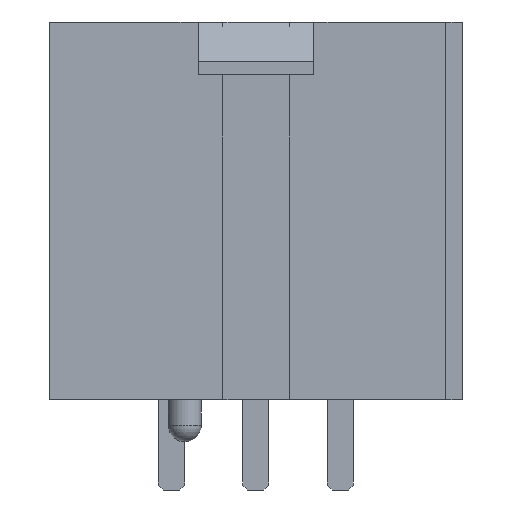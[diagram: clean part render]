
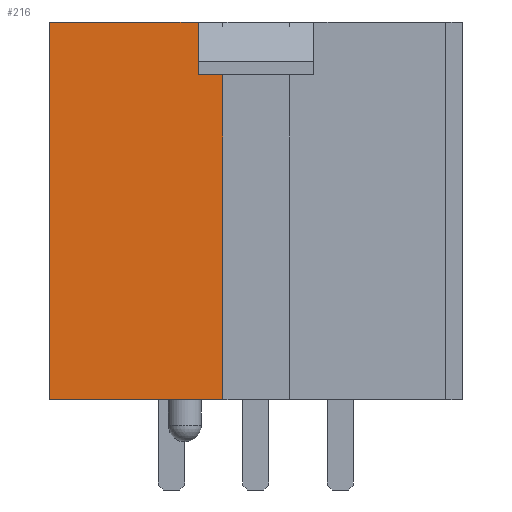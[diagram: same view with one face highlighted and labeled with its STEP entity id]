
A CAD part, left-side view. The second image highlights one B-rep face of the part: STEP entity #216.
In plain terms, the highlighted planar face has unit normal (-1, 0, 0).
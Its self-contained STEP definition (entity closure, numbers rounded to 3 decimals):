
#216 = ADVANCED_FACE( '', ( #726 ), #727, .F. );
#726 = FACE_OUTER_BOUND( '', #1654, .T. );
#727 = PLANE( '', #1655 );
#1654 = EDGE_LOOP( '', ( #2925, #2926, #2927, #2928, #2929, #2930 ) );
#1655 = AXIS2_PLACEMENT_3D( '', #2931, #2932, #2933 );
#2925 = ORIENTED_EDGE( '', *, *, #6720, .T. );
#2926 = ORIENTED_EDGE( '', *, *, #6534, .F. );
#2927 = ORIENTED_EDGE( '', *, *, #6721, .T. );
#2928 = ORIENTED_EDGE( '', *, *, #6596, .T. );
#2929 = ORIENTED_EDGE( '', *, *, #6722, .F. );
#2930 = ORIENTED_EDGE( '', *, *, #6517, .F. );
#2931 = CARTESIAN_POINT( '', ( -13.78, 11.94, 11.38 ) );
#2932 = DIRECTION( '', ( 1., 0., 0. ) );
#2933 = DIRECTION( '', ( 0., 0., -1. ) );
#6517 = EDGE_CURVE( '', #7858, #7860, #7861, .T. );
#6534 = EDGE_CURVE( '', #7891, #7893, #7894, .T. );
#6596 = EDGE_CURVE( '', #8017, #8015, #8018, .T. );
#6720 = EDGE_CURVE( '', #7858, #7893, #8217, .T. );
#6721 = EDGE_CURVE( '', #7891, #8017, #8218, .T. );
#6722 = EDGE_CURVE( '', #7860, #8015, #8219, .T. );
#7858 = VERTEX_POINT( '', #10082 );
#7860 = VERTEX_POINT( '', #10085 );
#7861 = LINE( '', #10086, #10087 );
#7891 = VERTEX_POINT( '', #10132 );
#7893 = VERTEX_POINT( '', #10135 );
#7894 = LINE( '', #10136, #10137 );
#8015 = VERTEX_POINT( '', #10318 );
#8017 = VERTEX_POINT( '', #10321 );
#8018 = LINE( '', #10322, #10323 );
#8217 = LINE( '', #10645, #10646 );
#8218 = LINE( '', #10647, #10648 );
#8219 = LINE( '', #10649, #10650 );
#10082 = CARTESIAN_POINT( '', ( -13.78, 5.23, 11.38 ) );
#10085 = CARTESIAN_POINT( '', ( -13.78, 0., 11.38 ) );
#10086 = CARTESIAN_POINT( '', ( -13.78, 4.48, 11.38 ) );
#10087 = VECTOR( '', #13525, 1000. );
#10132 = CARTESIAN_POINT( '', ( -13.78, 4.48, 1.35 ) );
#10135 = CARTESIAN_POINT( '', ( -13.78, 5.23, 1.35 ) );
#10136 = CARTESIAN_POINT( '', ( -13.78, 0., 1.35 ) );
#10137 = VECTOR( '', #13542, 1000. );
#10318 = CARTESIAN_POINT( '', ( -13.78, 0., 0. ) );
#10321 = CARTESIAN_POINT( '', ( -13.78, 4.48, 0. ) );
#10322 = CARTESIAN_POINT( '', ( -13.78, 4.48, 0. ) );
#10323 = VECTOR( '', #13604, 1000. );
#10645 = CARTESIAN_POINT( '', ( -13.78, 5.23, 15. ) );
#10646 = VECTOR( '', #13728, 1000. );
#10647 = CARTESIAN_POINT( '', ( -13.78, 4.48, 11.38 ) );
#10648 = VECTOR( '', #13729, 1000. );
#10649 = CARTESIAN_POINT( '', ( -13.78, 0., 11.38 ) );
#10650 = VECTOR( '', #13730, 1000. );
#13525 = DIRECTION( '', ( 0., -1., 0. ) );
#13542 = DIRECTION( '', ( 0., 1., 0. ) );
#13604 = DIRECTION( '', ( 0., -1., 0. ) );
#13728 = DIRECTION( '', ( 0., 0., -1. ) );
#13729 = DIRECTION( '', ( 0., 0., -1. ) );
#13730 = DIRECTION( '', ( 0., 0., -1. ) );
